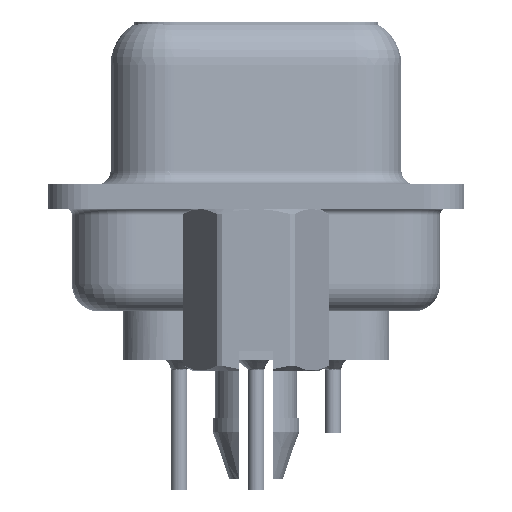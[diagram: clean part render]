
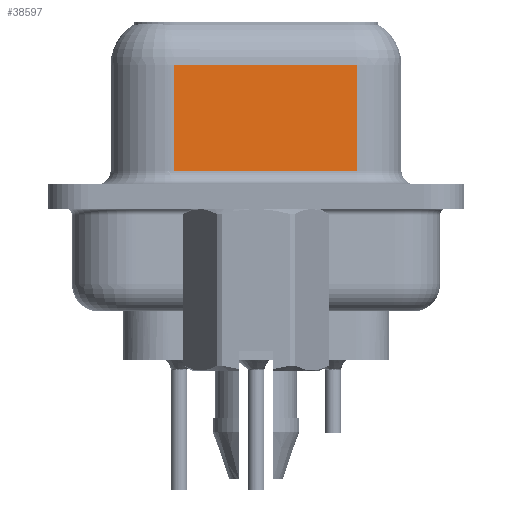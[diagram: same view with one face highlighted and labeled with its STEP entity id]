
A CAD part, left-side view. The second image highlights one B-rep face of the part: STEP entity #38597.
In plain terms, the highlighted planar face has unit normal (-0.985, -0.174, 0).
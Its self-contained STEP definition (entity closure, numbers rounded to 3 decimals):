
#2933 = VECTOR ( 'NONE', #17662, 1000. ) ;
#3552 = FACE_OUTER_BOUND ( 'NONE', #16958, .T. ) ;
#5109 = CARTESIAN_POINT ( 'NONE',  ( 5.621, -3.722, 0.95 ) ) ;
#5620 = CARTESIAN_POINT ( 'NONE',  ( 4.43, 3.028, 0.95 ) ) ;
#6437 = CARTESIAN_POINT ( 'NONE',  ( 5.621, -3.722, 6.6 ) ) ;
#6655 = DIRECTION ( 'NONE',  ( -0.174, 0.985, 0. ) ) ;
#7293 = PLANE ( 'NONE',  #39071 ) ;
#8299 = CARTESIAN_POINT ( 'NONE',  ( 5.621, -3.722, 4.85 ) ) ;
#9519 = VERTEX_POINT ( 'NONE', #8299 ) ;
#10063 = VECTOR ( 'NONE', #23980, 1000. ) ;
#10557 = CARTESIAN_POINT ( 'NONE',  ( 4.43, 3.028, 6.6 ) ) ;
#11690 = DIRECTION ( 'NONE',  ( 0., 0., -1. ) ) ;
#12425 = DIRECTION ( 'NONE',  ( -0.174, 0.985, 0. ) ) ;
#13144 = CARTESIAN_POINT ( 'NONE',  ( 4.43, 3.028, 4.85 ) ) ;
#14404 = VERTEX_POINT ( 'NONE', #5620 ) ;
#15578 = ORIENTED_EDGE ( 'NONE', *, *, #32628, .F. ) ;
#16958 = EDGE_LOOP ( 'NONE', ( #15578, #29570, #35325, #34186 ) ) ;
#17097 = EDGE_CURVE ( 'NONE', #9519, #40961, #29174, .T. ) ;
#17662 = DIRECTION ( 'NONE',  ( 0.174, -0.985, 0. ) ) ;
#18093 = LINE ( 'NONE', #31510, #27072 ) ;
#19876 = DIRECTION ( 'NONE',  ( 0.985, 0.174, 0. ) ) ;
#21706 = VERTEX_POINT ( 'NONE', #5109 ) ;
#23980 = DIRECTION ( 'NONE',  ( 0., 0., -1. ) ) ;
#24699 = LINE ( 'NONE', #38141, #2933 ) ;
#27072 = VECTOR ( 'NONE', #11690, 1000. ) ;
#27756 = LINE ( 'NONE', #10557, #10063 ) ;
#29174 = LINE ( 'NONE', #42611, #32776 ) ;
#29570 = ORIENTED_EDGE ( 'NONE', *, *, #17097, .T. ) ;
#31374 = EDGE_CURVE ( 'NONE', #40961, #14404, #27756, .T. ) ;
#31510 = CARTESIAN_POINT ( 'NONE',  ( 5.621, -3.722, 6.6 ) ) ;
#32628 = EDGE_CURVE ( 'NONE', #9519, #21706, #18093, .T. ) ;
#32776 = VECTOR ( 'NONE', #12425, 1000. ) ;
#33772 = EDGE_CURVE ( 'NONE', #14404, #21706, #24699, .T. ) ;
#34186 = ORIENTED_EDGE ( 'NONE', *, *, #33772, .T. ) ;
#35325 = ORIENTED_EDGE ( 'NONE', *, *, #31374, .T. ) ;
#38141 = CARTESIAN_POINT ( 'NONE',  ( 5.621, -3.722, 0.95 ) ) ;
#38597 = ADVANCED_FACE ( 'NONE', ( #3552 ), #7293, .F. ) ;
#39071 = AXIS2_PLACEMENT_3D ( 'NONE', #6437, #19876, #6655 ) ;
#40961 = VERTEX_POINT ( 'NONE', #13144 ) ;
#42611 = CARTESIAN_POINT ( 'NONE',  ( 5.621, -3.722, 4.85 ) ) ;
